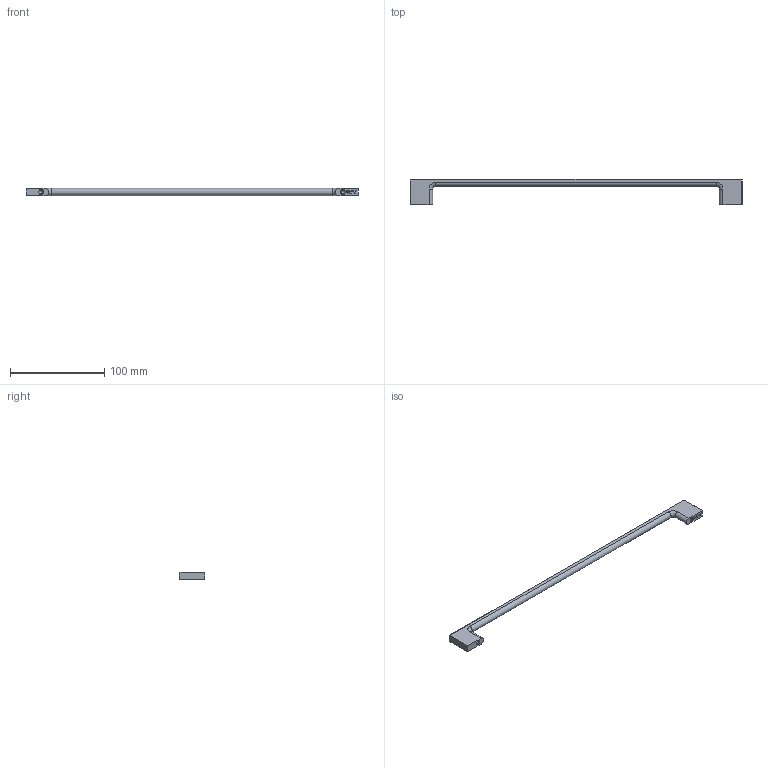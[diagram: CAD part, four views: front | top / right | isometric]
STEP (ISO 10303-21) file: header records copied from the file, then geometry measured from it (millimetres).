
FILE_DESCRIPTION(/* description */ (''),/* implementation_level */ '2;1');
FILE_NAME(/* name */ 'UZ-819-320 GTV.stp',/* time_stamp */ '2025-04-16T07:15:18+02:00',/* author */ ('tomaszw'),/* organization */ (''),/* preprocessor_version */ 'ST-DEVELOPER v20',/* originating_system */ 'Autodesk Inventor 2025',/* authorisation */ '');
FILE_SCHEMA (('AUTOMOTIVE_DESIGN { 1 0 10303 214 3 1 1 }'));
Length unit declared in the file: millimetre
Products named in the file (1): UZ-819-320 GTV
Bounding box: 352 x 27.5 x 7.6 mm (x, y, z)
Volume: 25266.7 mm3; surface area: 12366.9 mm2
Topology: 1 solids, 1 shells, 67 faces, 174 edges, 112 vertices
Faces by surface type: plane 38, cylinder 13, bspline 6, torus 6, cone 4
Full cylindrical faces by diameter (mm): 3.242 x2
Entity records: 2106 total; most frequent: CARTESIAN_POINT 430, ORIENTED_EDGE 344, DIRECTION 320, EDGE_CURVE 172, LINE 124, VECTOR 124, VERTEX_POINT 112, AXIS2_PLACEMENT_3D 98
